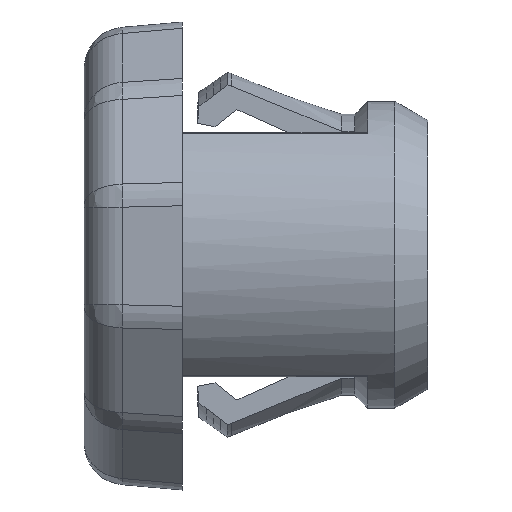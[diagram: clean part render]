
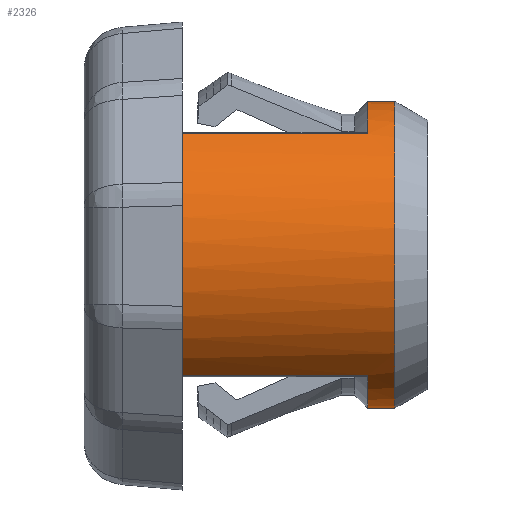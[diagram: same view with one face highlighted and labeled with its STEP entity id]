
A CAD part, left-side view. The second image highlights one B-rep face of the part: STEP entity #2326.
In plain terms, the highlighted cylindrical face has radius 12.5 mm (diameter 25 mm), a full revolution.
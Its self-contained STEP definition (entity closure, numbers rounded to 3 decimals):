
#343=LINE('',#10750,#1005);
#344=LINE('',#10752,#1006);
#346=LINE('',#10755,#1008);
#349=LINE('',#10759,#1011);
#1005=VECTOR('',#8108,1.);
#1006=VECTOR('',#8111,1.);
#1008=VECTOR('',#8115,1.);
#1011=VECTOR('',#8120,1.);
#2326=ADVANCED_FACE('',(#2778,#2779),#2681,.T.);
#2681=CYLINDRICAL_SURFACE('',#7375,12.5);
#2778=FACE_BOUND('',#2893,.T.);
#2779=FACE_BOUND('',#2894,.T.);
#2893=EDGE_LOOP('',(#3522));
#2894=EDGE_LOOP('',(#3523,#3524,#3525,#3526,#3527,#3528,#3529,#3530));
#3522=ORIENTED_EDGE('',*,*,#6139,.T.);
#3523=ORIENTED_EDGE('',*,*,#6052,.T.);
#3524=ORIENTED_EDGE('',*,*,#6189,.T.);
#3525=ORIENTED_EDGE('',*,*,#6166,.T.);
#3526=ORIENTED_EDGE('',*,*,#6188,.F.);
#3527=ORIENTED_EDGE('',*,*,#6044,.T.);
#3528=ORIENTED_EDGE('',*,*,#6191,.T.);
#3529=ORIENTED_EDGE('',*,*,#6172,.T.);
#3530=ORIENTED_EDGE('',*,*,#6194,.F.);
#5371=VERTEX_POINT('',#9806);
#5372=VERTEX_POINT('',#9808);
#5379=VERTEX_POINT('',#9845);
#5380=VERTEX_POINT('',#9847);
#5434=VERTEX_POINT('',#10636);
#5460=VERTEX_POINT('',#10690);
#5461=VERTEX_POINT('',#10692);
#5465=VERTEX_POINT('',#10701);
#5466=VERTEX_POINT('',#10703);
#6044=EDGE_CURVE('',#5372,#5371,#7068,.T.);
#6052=EDGE_CURVE('',#5380,#5379,#7072,.T.);
#6139=EDGE_CURVE('',#5434,#5434,#7090,.T.);
#6166=EDGE_CURVE('',#5461,#5460,#7092,.T.);
#6172=EDGE_CURVE('',#5466,#5465,#7095,.T.);
#6188=EDGE_CURVE('',#5372,#5460,#343,.T.);
#6189=EDGE_CURVE('',#5379,#5461,#344,.T.);
#6191=EDGE_CURVE('',#5371,#5466,#346,.T.);
#6194=EDGE_CURVE('',#5380,#5465,#349,.T.);
#7068=CIRCLE('',#7273,12.5);
#7072=CIRCLE('',#7278,12.5);
#7090=CIRCLE('',#7317,12.5);
#7092=CIRCLE('',#7333,12.5);
#7095=CIRCLE('',#7336,12.5);
#7273=AXIS2_PLACEMENT_3D('',#9807,#7897,#7898);
#7278=AXIS2_PLACEMENT_3D('',#9846,#7907,#7908);
#7317=AXIS2_PLACEMENT_3D('',#10635,#7991,#7992);
#7333=AXIS2_PLACEMENT_3D('',#10691,#8036,#8037);
#7336=AXIS2_PLACEMENT_3D('',#10702,#8045,#8046);
#7375=AXIS2_PLACEMENT_3D('',#10767,#8135,#8136);
#7897=DIRECTION('',(0.,-1.,0.));
#7898=DIRECTION('',(0.,0.,-1.));
#7907=DIRECTION('',(0.,-1.,0.));
#7908=DIRECTION('',(0.,0.,-1.));
#7991=DIRECTION('',(0.,1.,0.));
#7992=DIRECTION('',(0.,0.,1.));
#8036=DIRECTION('',(0.,-1.,0.));
#8037=DIRECTION('',(-1.,0.,0.));
#8045=DIRECTION('',(0.,-1.,0.));
#8046=DIRECTION('',(1.,0.,0.));
#8108=DIRECTION('',(0.,1.,0.));
#8111=DIRECTION('',(0.,1.,0.));
#8115=DIRECTION('',(0.,1.,0.));
#8120=DIRECTION('',(0.,1.,0.));
#8135=DIRECTION('',(0.,1.,0.));
#8136=DIRECTION('',(0.,0.,1.));
#9806=CARTESIAN_POINT('',(-7.707,-15.1,9.841));
#9807=CARTESIAN_POINT('',(0.,-15.1,0.));
#9808=CARTESIAN_POINT('',(7.707,-15.1,9.841));
#9845=CARTESIAN_POINT('',(7.707,-15.1,-9.841));
#9846=CARTESIAN_POINT('',(0.,-15.1,0.));
#9847=CARTESIAN_POINT('',(-7.707,-15.1,-9.841));
#10635=CARTESIAN_POINT('',(0.,-17.315,0.));
#10636=CARTESIAN_POINT('',(0.,-17.315,12.5));
#10690=CARTESIAN_POINT('',(7.707,0.,9.841));
#10691=CARTESIAN_POINT('',(0.,0.,0.));
#10692=CARTESIAN_POINT('',(7.707,0.,-9.841));
#10701=CARTESIAN_POINT('',(-7.707,0.,-9.841));
#10702=CARTESIAN_POINT('',(0.,0.,0.));
#10703=CARTESIAN_POINT('',(-7.707,0.,9.841));
#10750=CARTESIAN_POINT('',(7.707,-19.134,9.841));
#10752=CARTESIAN_POINT('',(7.707,-19.134,-9.841));
#10755=CARTESIAN_POINT('',(-7.707,-19.134,9.841));
#10759=CARTESIAN_POINT('',(-7.707,-19.134,-9.841));
#10767=CARTESIAN_POINT('',(0.,-19.134,0.));
